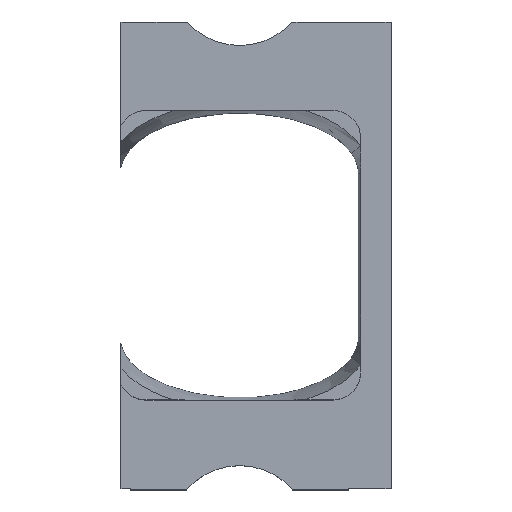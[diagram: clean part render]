
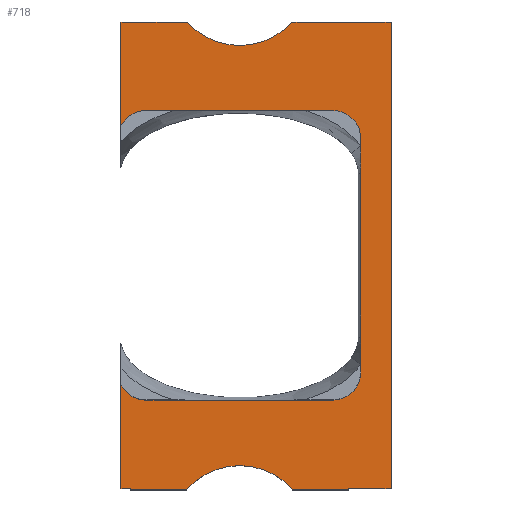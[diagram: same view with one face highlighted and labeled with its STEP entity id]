
A CAD part, top view. The second image highlights one B-rep face of the part: STEP entity #718.
In plain terms, the highlighted planar face has unit normal (0, 0, 1).
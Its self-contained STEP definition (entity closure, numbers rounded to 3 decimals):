
#28=CIRCLE('',#745,1.2);
#30=CIRCLE('',#748,1.2);
#31=CIRCLE('',#750,1.2);
#32=CIRCLE('',#752,1.2);
#33=CIRCLE('',#758,5.075);
#35=CIRCLE('',#762,3.);
#37=CIRCLE('',#766,5.075);
#39=CIRCLE('',#772,5.075);
#41=CIRCLE('',#776,3.);
#43=CIRCLE('',#780,5.075);
#66=PLANE('',#784);
#104=FACE_OUTER_BOUND('',#142,.T.);
#142=EDGE_LOOP('',(#651,#652,#653,#654,#655,#656,#657,#658,#659,#660,#661,
#662,#663,#664,#665,#666,#667,#668,#669,#670,#671,#672,#673,#674));
#151=LINE('',#1271,#219);
#156=LINE('',#1281,#224);
#165=LINE('',#1305,#233);
#169=LINE('',#1313,#237);
#172=LINE('',#1329,#240);
#179=LINE('',#1421,#247);
#183=LINE('',#1433,#251);
#187=LINE('',#1445,#255);
#191=LINE('',#1457,#259);
#194=LINE('',#1463,#262);
#197=LINE('',#1469,#265);
#201=LINE('',#1481,#269);
#205=LINE('',#1493,#273);
#209=LINE('',#1504,#277);
#219=VECTOR('',#799,10.);
#224=VECTOR('',#806,10.);
#233=VECTOR('',#829,10.);
#237=VECTOR('',#835,10.);
#240=VECTOR('',#860,10.);
#247=VECTOR('',#871,10.);
#251=VECTOR('',#883,10.);
#255=VECTOR('',#895,10.);
#259=VECTOR('',#907,10.);
#262=VECTOR('',#912,10.);
#265=VECTOR('',#917,10.);
#269=VECTOR('',#929,10.);
#273=VECTOR('',#941,10.);
#277=VECTOR('',#953,10.);
#312=VERTEX_POINT('',#1268);
#313=VERTEX_POINT('',#1270);
#316=VERTEX_POINT('',#1278);
#317=VERTEX_POINT('',#1280);
#324=VERTEX_POINT('',#1302);
#325=VERTEX_POINT('',#1304);
#327=VERTEX_POINT('',#1310);
#328=VERTEX_POINT('',#1312);
#329=VERTEX_POINT('',#1323);
#330=VERTEX_POINT('',#1328);
#335=VERTEX_POINT('',#1420);
#337=VERTEX_POINT('',#1426);
#339=VERTEX_POINT('',#1432);
#341=VERTEX_POINT('',#1438);
#343=VERTEX_POINT('',#1444);
#345=VERTEX_POINT('',#1450);
#347=VERTEX_POINT('',#1456);
#349=VERTEX_POINT('',#1462);
#351=VERTEX_POINT('',#1468);
#353=VERTEX_POINT('',#1474);
#355=VERTEX_POINT('',#1480);
#357=VERTEX_POINT('',#1486);
#359=VERTEX_POINT('',#1492);
#361=VERTEX_POINT('',#1498);
#385=EDGE_CURVE('',#313,#312,#151,.T.);
#390=EDGE_CURVE('',#317,#316,#156,.T.);
#402=EDGE_CURVE('',#325,#324,#165,.T.);
#406=EDGE_CURVE('',#328,#327,#169,.T.);
#408=EDGE_CURVE('',#327,#313,#28,.T.);
#410=EDGE_CURVE('',#312,#317,#30,.T.);
#411=EDGE_CURVE('',#316,#325,#31,.T.);
#412=EDGE_CURVE('',#329,#328,#32,.T.);
#414=EDGE_CURVE('',#330,#329,#172,.T.);
#423=EDGE_CURVE('',#335,#324,#179,.T.);
#426=EDGE_CURVE('',#337,#335,#33,.T.);
#429=EDGE_CURVE('',#339,#337,#183,.T.);
#432=EDGE_CURVE('',#339,#341,#35,.T.);
#435=EDGE_CURVE('',#343,#341,#187,.T.);
#438=EDGE_CURVE('',#345,#343,#37,.T.);
#441=EDGE_CURVE('',#347,#345,#191,.T.);
#444=EDGE_CURVE('',#349,#347,#194,.T.);
#447=EDGE_CURVE('',#351,#349,#197,.T.);
#450=EDGE_CURVE('',#353,#351,#39,.T.);
#453=EDGE_CURVE('',#355,#353,#201,.T.);
#456=EDGE_CURVE('',#355,#357,#41,.T.);
#459=EDGE_CURVE('',#359,#357,#205,.T.);
#462=EDGE_CURVE('',#361,#359,#43,.T.);
#465=EDGE_CURVE('',#330,#361,#209,.T.);
#651=ORIENTED_EDGE('',*,*,#411,.T.);
#652=ORIENTED_EDGE('',*,*,#402,.T.);
#653=ORIENTED_EDGE('',*,*,#423,.F.);
#654=ORIENTED_EDGE('',*,*,#426,.F.);
#655=ORIENTED_EDGE('',*,*,#429,.F.);
#656=ORIENTED_EDGE('',*,*,#432,.T.);
#657=ORIENTED_EDGE('',*,*,#435,.F.);
#658=ORIENTED_EDGE('',*,*,#438,.F.);
#659=ORIENTED_EDGE('',*,*,#441,.F.);
#660=ORIENTED_EDGE('',*,*,#444,.F.);
#661=ORIENTED_EDGE('',*,*,#447,.F.);
#662=ORIENTED_EDGE('',*,*,#450,.F.);
#663=ORIENTED_EDGE('',*,*,#453,.F.);
#664=ORIENTED_EDGE('',*,*,#456,.T.);
#665=ORIENTED_EDGE('',*,*,#459,.F.);
#666=ORIENTED_EDGE('',*,*,#462,.F.);
#667=ORIENTED_EDGE('',*,*,#465,.F.);
#668=ORIENTED_EDGE('',*,*,#414,.T.);
#669=ORIENTED_EDGE('',*,*,#412,.T.);
#670=ORIENTED_EDGE('',*,*,#406,.T.);
#671=ORIENTED_EDGE('',*,*,#408,.T.);
#672=ORIENTED_EDGE('',*,*,#385,.T.);
#673=ORIENTED_EDGE('',*,*,#410,.T.);
#674=ORIENTED_EDGE('',*,*,#390,.T.);
#718=ADVANCED_FACE('',(#104),#66,.F.);
#745=AXIS2_PLACEMENT_3D('',#1316,#839,#840);
#748=AXIS2_PLACEMENT_3D('',#1319,#845,#846);
#750=AXIS2_PLACEMENT_3D('',#1321,#849,#850);
#752=AXIS2_PLACEMENT_3D('',#1324,#853,#854);
#758=AXIS2_PLACEMENT_3D('',#1427,#876,#877);
#762=AXIS2_PLACEMENT_3D('',#1439,#888,#889);
#766=AXIS2_PLACEMENT_3D('',#1451,#900,#901);
#772=AXIS2_PLACEMENT_3D('',#1475,#922,#923);
#776=AXIS2_PLACEMENT_3D('',#1487,#934,#935);
#780=AXIS2_PLACEMENT_3D('',#1499,#946,#947);
#784=AXIS2_PLACEMENT_3D('',#1507,#957,#958);
#799=DIRECTION('',(0.,-1.,0.));
#806=DIRECTION('',(-1.,0.,0.));
#829=DIRECTION('',(0.,-1.,0.));
#835=DIRECTION('',(1.,0.,0.));
#839=DIRECTION('center_axis',(0.,0.,-1.));
#840=DIRECTION('ref_axis',(0.,1.,0.));
#845=DIRECTION('center_axis',(0.,0.,-1.));
#846=DIRECTION('ref_axis',(1.,0.,0.));
#849=DIRECTION('center_axis',(0.,0.,-1.));
#850=DIRECTION('ref_axis',(0.,-1.,0.));
#853=DIRECTION('center_axis',(0.,0.,-1.));
#854=DIRECTION('ref_axis',(-0.894,0.448,0.));
#860=DIRECTION('',(0.,-1.,0.));
#871=DIRECTION('',(-1.,0.,0.));
#876=DIRECTION('center_axis',(0.,0.,-1.));
#877=DIRECTION('ref_axis',(-0.923,0.386,0.));
#883=DIRECTION('',(-1.,0.,0.));
#888=DIRECTION('center_axis',(0.,0.,-1.));
#889=DIRECTION('ref_axis',(-0.758,0.652,0.));
#895=DIRECTION('',(-1.,0.,0.));
#900=DIRECTION('center_axis',(0.,0.,-1.));
#901=DIRECTION('ref_axis',(0.919,0.395,0.));
#907=DIRECTION('',(-1.,0.,0.));
#912=DIRECTION('',(0.,-1.,0.));
#917=DIRECTION('',(1.,0.,0.));
#922=DIRECTION('center_axis',(0.,0.,-1.));
#923=DIRECTION('ref_axis',(0.92,-0.393,0.));
#929=DIRECTION('',(1.,0.,0.));
#934=DIRECTION('center_axis',(0.,0.,-1.));
#935=DIRECTION('ref_axis',(0.747,-0.665,0.));
#941=DIRECTION('',(1.,0.,0.));
#946=DIRECTION('center_axis',(0.,0.,-1.));
#947=DIRECTION('ref_axis',(-0.919,-0.395,0.));
#953=DIRECTION('',(1.,0.,0.));
#957=DIRECTION('center_axis',(0.,0.,-1.));
#958=DIRECTION('ref_axis',(1.,0.,0.));
#1268=CARTESIAN_POINT('',(5.2,-5.,-29.55));
#1270=CARTESIAN_POINT('',(5.2,5.,-29.55));
#1271=CARTESIAN_POINT('',(5.2,-2.511,-29.55));
#1278=CARTESIAN_POINT('',(-4.,-6.2,-29.55));
#1280=CARTESIAN_POINT('',(4.,-6.2,-29.55));
#1281=CARTESIAN_POINT('',(-1.645,-6.2,-29.55));
#1302=CARTESIAN_POINT('',(-5.073,-10.,-29.55));
#1304=CARTESIAN_POINT('',(-5.073,-5.538,-29.55));
#1305=CARTESIAN_POINT('',(-5.073,10.,-29.55));
#1310=CARTESIAN_POINT('',(4.,6.2,-29.55));
#1312=CARTESIAN_POINT('',(-4.,6.2,-29.55));
#1313=CARTESIAN_POINT('',(2.355,6.2,-29.55));
#1316=CARTESIAN_POINT('Origin',(4.,5.,-29.55));
#1319=CARTESIAN_POINT('Origin',(4.,-5.,-29.55));
#1321=CARTESIAN_POINT('Origin',(-4.,-5.,-29.55));
#1323=CARTESIAN_POINT('',(-5.073,5.538,-29.55));
#1324=CARTESIAN_POINT('Origin',(-4.,5.,-29.55));
#1328=CARTESIAN_POINT('',(-5.073,9.992,-29.55));
#1329=CARTESIAN_POINT('',(-5.073,10.,-29.55));
#1420=CARTESIAN_POINT('',(-4.65,-10.,-29.55));
#1421=CARTESIAN_POINT('',(-4.65,-10.,-29.55));
#1426=CARTESIAN_POINT('',(-4.669,-10.045,-29.55));
#1427=CARTESIAN_POINT('Origin',(0.013,-12.002,-29.55));
#1432=CARTESIAN_POINT('',(-2.261,-10.045,-29.55));
#1433=CARTESIAN_POINT('',(-2.261,-10.045,-29.55));
#1438=CARTESIAN_POINT('',(2.287,-10.045,-29.55));
#1439=CARTESIAN_POINT('Origin',(0.013,-12.002,-29.55));
#1444=CARTESIAN_POINT('',(4.696,-10.045,-29.55));
#1445=CARTESIAN_POINT('',(4.696,-10.045,-29.55));
#1450=CARTESIAN_POINT('',(4.676,-10.,-29.55));
#1451=CARTESIAN_POINT('Origin',(0.013,-12.002,-29.55));
#1456=CARTESIAN_POINT('',(6.5,-10.,-29.55));
#1457=CARTESIAN_POINT('',(6.5,-10.,-29.55));
#1462=CARTESIAN_POINT('',(6.5,9.992,-29.55));
#1463=CARTESIAN_POINT('',(6.5,9.992,-29.55));
#1468=CARTESIAN_POINT('',(4.676,9.992,-29.55));
#1469=CARTESIAN_POINT('',(4.676,9.992,-29.55));
#1474=CARTESIAN_POINT('',(4.68,10.,-29.55));
#1475=CARTESIAN_POINT('Origin',(0.013,11.995,-29.55));
#1480=CARTESIAN_POINT('',(2.254,10.,-29.55));
#1481=CARTESIAN_POINT('',(2.254,10.,-29.55));
#1486=CARTESIAN_POINT('',(-2.228,10.,-29.55));
#1487=CARTESIAN_POINT('Origin',(0.013,11.995,-29.55));
#1492=CARTESIAN_POINT('',(-4.653,10.,-29.55));
#1493=CARTESIAN_POINT('',(-4.653,10.,-29.55));
#1498=CARTESIAN_POINT('',(-4.65,9.992,-29.55));
#1499=CARTESIAN_POINT('Origin',(0.013,11.995,-29.55));
#1504=CARTESIAN_POINT('',(-5.073,9.992,-29.55));
#1507=CARTESIAN_POINT('Origin',(0.709,-0.023,-29.55));
